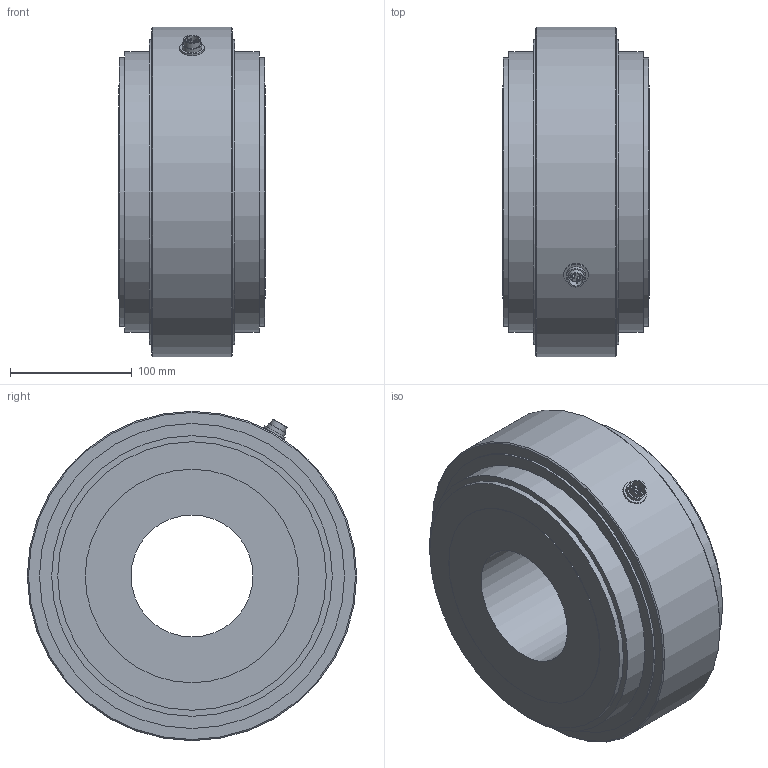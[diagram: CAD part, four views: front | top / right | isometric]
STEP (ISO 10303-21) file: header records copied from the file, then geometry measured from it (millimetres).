
FILE_DESCRIPTION( ( 'Unknown' ), '1' );
FILE_NAME( 'K18-5000kN.stp', 'Unknown', ( 'Unknown' ), ( 'Unknown' ), 'PSStep 17.0.49', 'Unknown', ' ' );
FILE_SCHEMA( ( 'AUTOMOTIVE_DESIGN { 1 0 10303 214 1 1 1 1 }' ) );
Length unit declared in the file: millimetre
Products named in the file (3): Assem1; 2263-010_doc-00056162; flanschstecker_doc-00058668
Assembly tree (2 placements, depth 2):
  Assem1
    2263-010_doc-00056162
    flanschstecker_doc-00058668
Bounding box: 120 x 270 x 270 mm (x, y, z)
Volume: 5061625.3 mm3; surface area: 232313.8 mm2
Topology: 2 solids, 2 shells, 48 faces, 84 edges, 59 vertices
Faces by surface type: cylinder 23, plane 23, cone 2
Full cylindrical faces by diameter (mm): 1 x6, 13.6 x1, 15 x1, 16 x1, 18 x1, 20 x1, 100 x1, 175 x2, 220 x2, 230 x2, 249.5 x1, 250 x1, 270 x1
Entity records: 1416 total; most frequent: DIRECTION 200, CARTESIAN_POINT 149, ORIENTED_EDGE 100, AXIS2_PLACEMENT_3D 99, EDGE_LOOP 92, FACE_OUTER_BOUND 69, EDGE_CURVE 50, STYLED_ITEM 48
